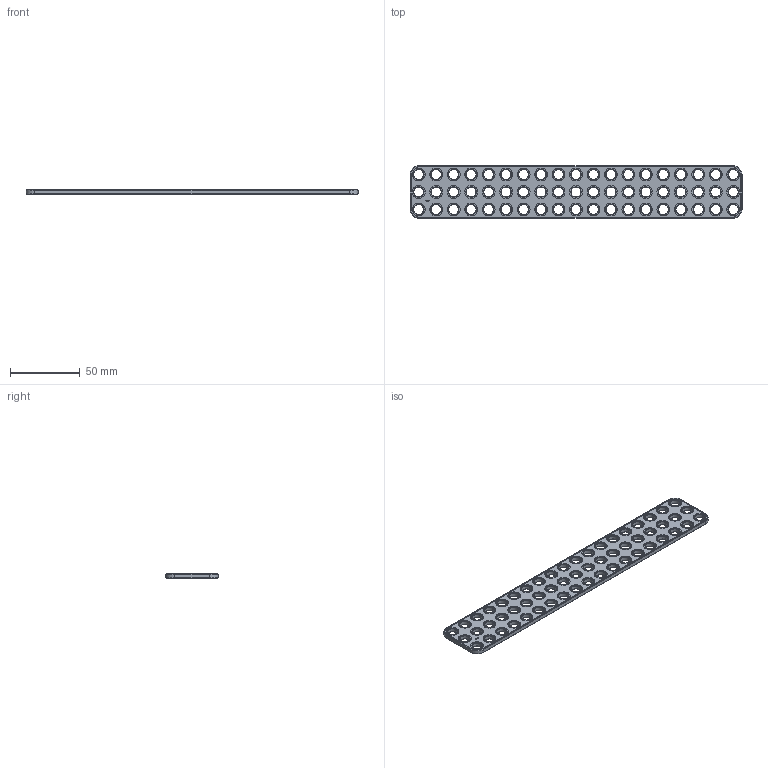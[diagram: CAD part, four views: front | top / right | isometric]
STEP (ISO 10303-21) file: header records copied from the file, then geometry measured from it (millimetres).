
FILE_DESCRIPTION(('FreeCAD Model'),'2;1');
FILE_NAME('Open CASCADE Shape Model','2024-10-09T00:11:17',(''),(''), 'Open CASCADE STEP processor 7.7','FreeCAD','Unknown');
FILE_SCHEMA(('AUTOMOTIVE_DESIGN { 1 0 10303 214 1 1 1 1 }'));
Length unit declared in the file: millimetre
Products named in the file (1): Plate RCT CRNR BU19x03x00.25 - SPN-PLT-0222 (stemfie.org)
Bounding box: 237.5 x 37.5 x 3.12 mm (x, y, z)
Volume: 19776.8 mm3; surface area: 18780.9 mm2
Topology: 1 solids, 1 shells, 766 faces, 1898 edges, 1222 vertices
Faces by surface type: plane 382, extrusion 140, cylinder 122, cone 122
Full cylindrical faces by diameter (mm): 7 x57, 9.2 x57
Entity records: 23239 total; most frequent: CARTESIAN_POINT 5028, ORIENTED_EDGE 3796, DIRECTION 3378, EDGE_CURVE 1898, VECTOR 1392, LINE 1252, VERTEX_POINT 1222, AXIS2_PLACEMENT_3D 993
